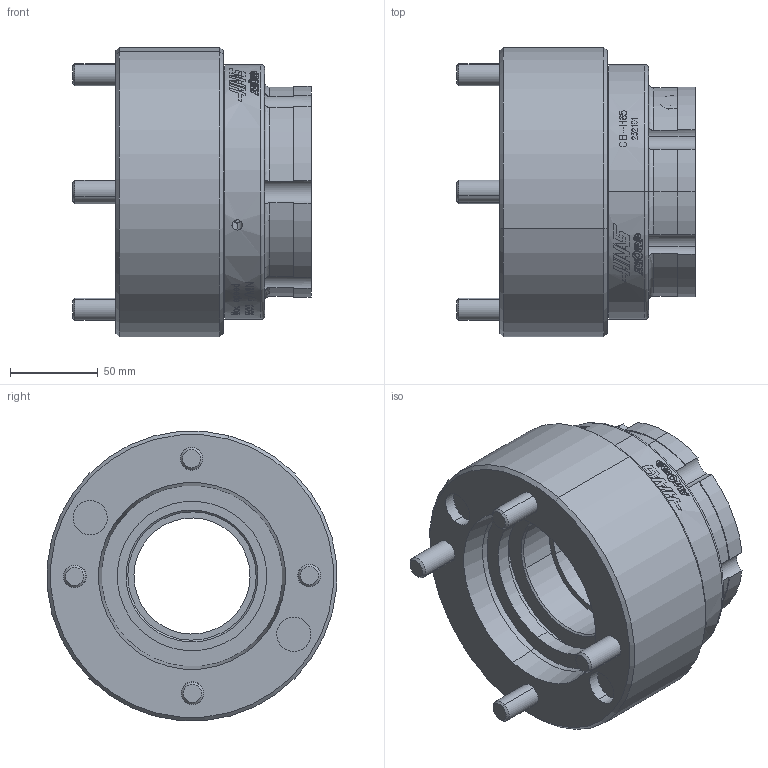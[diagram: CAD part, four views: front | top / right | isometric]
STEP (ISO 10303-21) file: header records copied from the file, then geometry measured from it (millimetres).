
FILE_DESCRIPTION (( 'STEP AP203' ), '1' );
FILE_NAME ('CF-CB-H65A6(M75x2).STEP', '2023-02-24T02:51:04', ( '' ), ( '' ), 'SwSTEP 2.0', 'SolidWorks 2020', '' );
FILE_SCHEMA (( 'CONFIG_CONTROL_DESIGN' ));
Length unit declared in the file: millimetre
Products named in the file (7): CF-CB-65-02010; CF-CB-65A6-01010; FSW320900; 圓頭內六角螺栓_1-2"-13UNC -1 3-4"; CF-CB-H65A6(M75x2); 圓頭內六角螺栓_M8x35; CF-CB-65-0101H
Assembly tree (14 placements, depth 2):
  CF-CB-H65A6(M75x2)
    CF-CB-65-0101H
    CF-CB-65-02010
    CF-CB-65A6-01010
    圓頭內六角螺栓_1-2"-13UNC -1 3-4"  x4
    圓頭內六角螺栓_M8x35  x6
    FSW320900
Bounding box: 135.45 x 164.43 x 164.43 mm (x, y, z)
Volume: 1296898 mm3; surface area: 229630.8 mm2
Topology: 14 solids, 14 shells, 745 faces, 2466 edges, 1827 vertices
Faces by surface type: plane 339, cylinder 256, cone 111, bspline 24, torus 15
Entity records: 25525 total; most frequent: CARTESIAN_POINT 7793, ORIENTED_EDGE 3984, DIRECTION 3005, EDGE_CURVE 1992, VERTEX_POINT 1563, AXIS2_PLACEMENT_3D 1150, LINE 705, VECTOR 705
